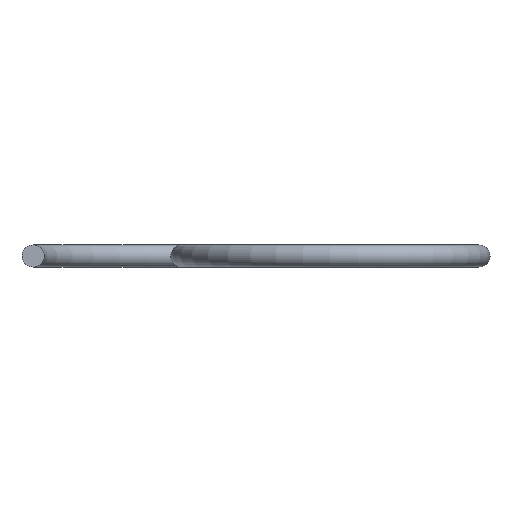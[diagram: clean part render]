
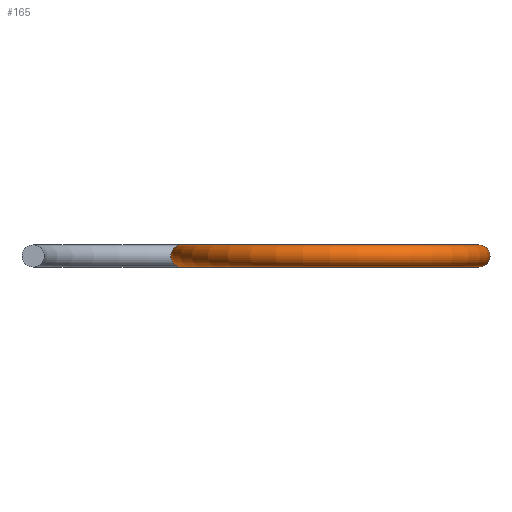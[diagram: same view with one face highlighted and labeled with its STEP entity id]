
A CAD part, front view. The second image highlights one B-rep face of the part: STEP entity #165.
In plain terms, the highlighted toroidal (fillet/blend) face has major radius 10 mm and minor radius 0.75 mm.
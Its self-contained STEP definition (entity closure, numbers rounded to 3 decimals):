
#33=FACE_OUTER_BOUND('',#43,.T.);
#43=EDGE_LOOP('',(#132,#133,#134,#135,#136,#137));
#58=CIRCLE('',#198,0.75);
#59=CIRCLE('',#199,0.75);
#60=CIRCLE('',#201,9.25);
#61=CIRCLE('',#202,0.75);
#62=CIRCLE('',#203,0.75);
#76=VERTEX_POINT('',#303);
#77=VERTEX_POINT('',#305);
#78=VERTEX_POINT('',#309);
#79=VERTEX_POINT('',#311);
#96=EDGE_CURVE('',#76,#77,#58,.T.);
#97=EDGE_CURVE('',#77,#76,#59,.T.);
#98=EDGE_CURVE('',#77,#78,#60,.T.);
#99=EDGE_CURVE('',#78,#79,#61,.T.);
#100=EDGE_CURVE('',#79,#78,#62,.T.);
#132=ORIENTED_EDGE('',*,*,#96,.F.);
#133=ORIENTED_EDGE('',*,*,#97,.F.);
#134=ORIENTED_EDGE('',*,*,#98,.T.);
#135=ORIENTED_EDGE('',*,*,#99,.T.);
#136=ORIENTED_EDGE('',*,*,#100,.T.);
#137=ORIENTED_EDGE('',*,*,#98,.F.);
#159=TOROIDAL_SURFACE('',#200,10.,0.75);
#165=ADVANCED_FACE('',(#33),#159,.T.);
#198=AXIS2_PLACEMENT_3D('',#306,#245,#246);
#199=AXIS2_PLACEMENT_3D('',#307,#247,#248);
#200=AXIS2_PLACEMENT_3D('',#308,#249,#250);
#201=AXIS2_PLACEMENT_3D('',#310,#251,#252);
#202=AXIS2_PLACEMENT_3D('',#312,#253,#254);
#203=AXIS2_PLACEMENT_3D('',#313,#255,#256);
#245=DIRECTION('center_axis',(0.,1.,0.));
#246=DIRECTION('ref_axis',(1.,0.,0.));
#247=DIRECTION('center_axis',(0.,1.,0.));
#248=DIRECTION('ref_axis',(1.,0.,0.));
#249=DIRECTION('center_axis',(0.,0.,-1.));
#250=DIRECTION('ref_axis',(-1.,0.,0.));
#251=DIRECTION('center_axis',(0.,0.,1.));
#252=DIRECTION('ref_axis',(-1.,0.,0.));
#253=DIRECTION('center_axis',(0.,-1.,0.));
#254=DIRECTION('ref_axis',(-1.,0.,0.));
#255=DIRECTION('center_axis',(0.,-1.,0.));
#256=DIRECTION('ref_axis',(-1.,0.,0.));
#303=CARTESIAN_POINT('',(9.25,-50.,0.));
#305=CARTESIAN_POINT('',(10.75,-50.,0.));
#306=CARTESIAN_POINT('Origin',(10.,-50.,0.));
#307=CARTESIAN_POINT('Origin',(10.,-50.,0.));
#308=CARTESIAN_POINT('Origin',(20.,-50.,0.));
#309=CARTESIAN_POINT('',(29.25,-50.,0.));
#310=CARTESIAN_POINT('Origin',(20.,-50.,0.));
#311=CARTESIAN_POINT('',(30.75,-50.,0.));
#312=CARTESIAN_POINT('Origin',(30.,-50.,0.));
#313=CARTESIAN_POINT('Origin',(30.,-50.,0.));
